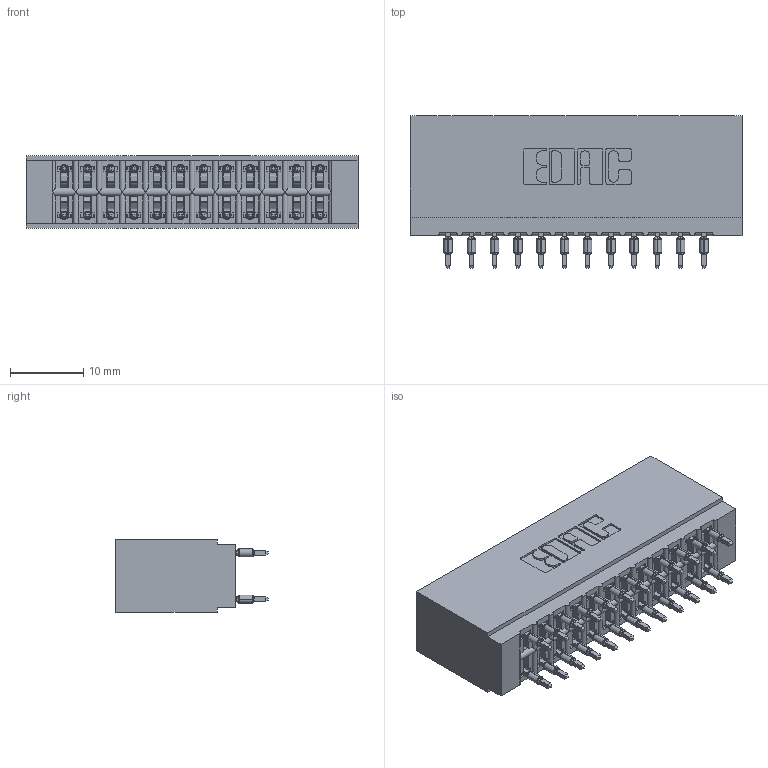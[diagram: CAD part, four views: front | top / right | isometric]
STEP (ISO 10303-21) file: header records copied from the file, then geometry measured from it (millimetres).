
FILE_DESCRIPTION (( 'STEP AP203' ), '1' );
FILE_NAME ('746-024-560-201.STEP', '2026-02-26T23:02:39', ( '' ), ( '' ), 'SwSTEP 2.0', 'SolidWorks 2023', '' );
FILE_SCHEMA (( 'CONFIG_CONTROL_DESIGN' ));
Length unit declared in the file: millimetre
Products named in the file (3): 746-024-560-201; 746-292-001_560; 746 Part_.515 Slot Depth - 01
Assembly tree (25 placements, depth 2):
  746-024-560-201
    746 Part_.515 Slot Depth - 01
    746-292-001_560  x24
Bounding box: 45.34 x 20.82 x 9.91 mm (x, y, z)
Volume: 5136.1 mm3; surface area: 8037.1 mm2
Topology: 25 solids, 25 shells, 2365 faces, 6575 edges, 4219 vertices
Faces by surface type: plane 1183, cylinder 558, bspline 480, torus 144
Entity records: 22940 total; most frequent: CARTESIAN_POINT 4819, ORIENTED_EDGE 3858, DIRECTION 3279, EDGE_CURVE 1929, LINE 1617, VECTOR 1617, VERTEX_POINT 1275, AXIS2_PLACEMENT_3D 831
